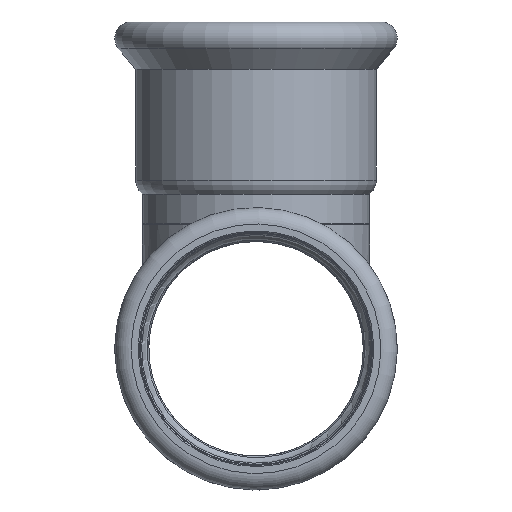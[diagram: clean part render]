
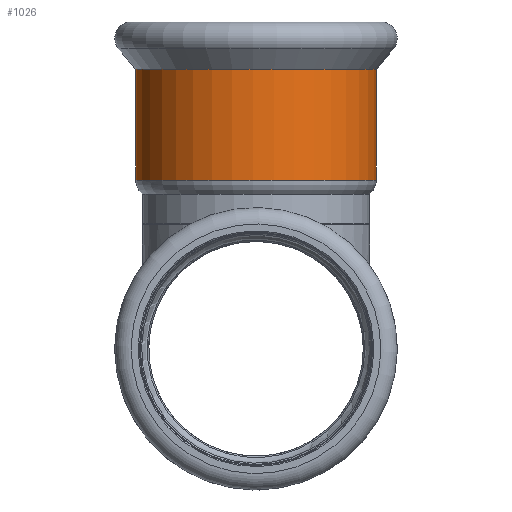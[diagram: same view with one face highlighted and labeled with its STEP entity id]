
A CAD part, left-side view. The second image highlights one B-rep face of the part: STEP entity #1026.
In plain terms, the highlighted cylindrical face has radius 40.35 mm (diameter 80.7 mm), a full revolution.
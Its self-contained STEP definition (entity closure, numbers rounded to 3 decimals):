
#142=FACE_OUTER_BOUND('',#213,.T.);
#213=EDGE_LOOP('',(#834,#835,#836,#837));
#256=LINE('',#4250,#289);
#289=VECTOR('',#1461,40.35);
#365=CIRCLE('',#1176,40.35);
#366=CIRCLE('',#1177,40.35);
#454=VERTEX_POINT('',#4247);
#455=VERTEX_POINT('',#4249);
#582=EDGE_CURVE('',#454,#454,#365,.T.);
#583=EDGE_CURVE('',#454,#455,#256,.T.);
#584=EDGE_CURVE('',#455,#455,#366,.T.);
#834=ORIENTED_EDGE('',*,*,#582,.F.);
#835=ORIENTED_EDGE('',*,*,#583,.T.);
#836=ORIENTED_EDGE('',*,*,#584,.T.);
#837=ORIENTED_EDGE('',*,*,#583,.F.);
#906=CYLINDRICAL_SURFACE('',#1175,40.35);
#1026=ADVANCED_FACE('',(#142),#906,.T.);
#1175=AXIS2_PLACEMENT_3D('',#4246,#1457,#1458);
#1176=AXIS2_PLACEMENT_3D('',#4248,#1459,#1460);
#1177=AXIS2_PLACEMENT_3D('',#4251,#1462,#1463);
#1457=DIRECTION('center_axis',(0.,0.,1.));
#1458=DIRECTION('ref_axis',(0.479,-0.878,0.));
#1459=DIRECTION('center_axis',(0.,0.,1.));
#1460=DIRECTION('ref_axis',(-1.,0.,0.));
#1461=DIRECTION('',(0.,0.,-1.));
#1462=DIRECTION('center_axis',(0.,0.,1.));
#1463=DIRECTION('ref_axis',(-1.,0.,0.));
#4246=CARTESIAN_POINT('Origin',(0.,0.,
51.55));
#4247=CARTESIAN_POINT('',(-19.345,35.41,93.706));
#4248=CARTESIAN_POINT('Origin',(0.,0.,
93.706));
#4249=CARTESIAN_POINT('',(-19.345,35.41,56.55));
#4250=CARTESIAN_POINT('',(-19.345,35.41,51.55));
#4251=CARTESIAN_POINT('Origin',(0.,0.,
56.55));
